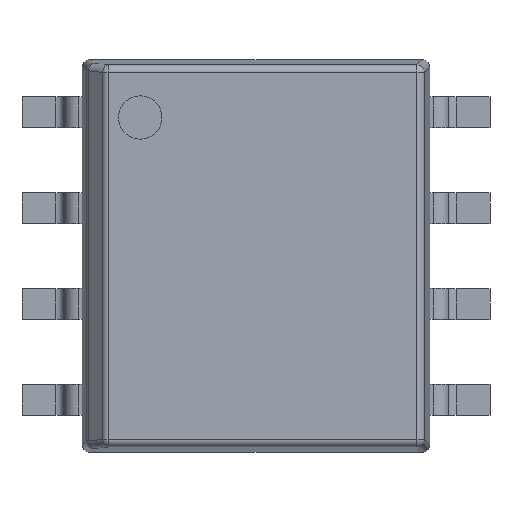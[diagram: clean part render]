
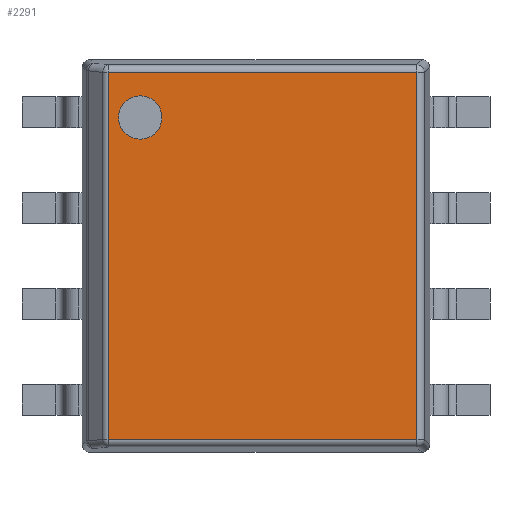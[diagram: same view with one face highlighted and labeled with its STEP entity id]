
A CAD part, top view. The second image highlights one B-rep face of the part: STEP entity #2291.
In plain terms, the highlighted planar face has unit normal (0, 0, 1).
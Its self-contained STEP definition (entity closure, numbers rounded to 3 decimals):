
#2085 = VERTEX_POINT('',#2086);
#2086 = CARTESIAN_POINT('',(4.431,0.169,1.7));
#2093 = EDGE_CURVE('',#2094,#2085,#2096,.T.);
#2094 = VERTEX_POINT('',#2095);
#2095 = CARTESIAN_POINT('',(0.341,0.169,1.7));
#2096 = LINE('',#2097,#2098);
#2097 = CARTESIAN_POINT('',(0.3,0.169,1.7));
#2098 = VECTOR('',#2099,1.);
#2099 = DIRECTION('',(1.,0.,0.));
#2168 = VERTEX_POINT('',#2169);
#2169 = CARTESIAN_POINT('',(0.341,5.031,1.7));
#2176 = EDGE_CURVE('',#2168,#2177,#2179,.T.);
#2177 = VERTEX_POINT('',#2178);
#2178 = CARTESIAN_POINT('',(4.431,5.031,1.7));
#2179 = LINE('',#2180,#2181);
#2180 = CARTESIAN_POINT('',(0.3,5.031,1.7));
#2181 = VECTOR('',#2182,1.);
#2182 = DIRECTION('',(1.,0.,0.));
#2206 = EDGE_CURVE('',#2085,#2177,#2207,.T.);
#2207 = LINE('',#2208,#2209);
#2208 = CARTESIAN_POINT('',(4.431,0.079,1.7));
#2209 = VECTOR('',#2210,1.);
#2210 = DIRECTION('',(0.,1.,0.));
#2291 = ADVANCED_FACE('',(#2292,#2303),#2314,.T.);
#2292 = FACE_BOUND('',#2293,.T.);
#2293 = EDGE_LOOP('',(#2294,#2295,#2301,#2302));
#2294 = ORIENTED_EDGE('',*,*,#2176,.F.);
#2295 = ORIENTED_EDGE('',*,*,#2296,.F.);
#2296 = EDGE_CURVE('',#2094,#2168,#2297,.T.);
#2297 = LINE('',#2298,#2299);
#2298 = CARTESIAN_POINT('',(0.341,0.079,1.7));
#2299 = VECTOR('',#2300,1.);
#2300 = DIRECTION('',(0.,1.,0.));
#2301 = ORIENTED_EDGE('',*,*,#2093,.T.);
#2302 = ORIENTED_EDGE('',*,*,#2206,.T.);
#2303 = FACE_BOUND('',#2304,.T.);
#2304 = EDGE_LOOP('',(#2305));
#2305 = ORIENTED_EDGE('',*,*,#2306,.F.);
#2306 = EDGE_CURVE('',#2307,#2307,#2309,.T.);
#2307 = VERTEX_POINT('',#2308);
#2308 = CARTESIAN_POINT('',(1.054,4.433,1.7));
#2309 = CIRCLE('',#2310,0.288);
#2310 = AXIS2_PLACEMENT_3D('',#2311,#2312,#2313);
#2311 = CARTESIAN_POINT('',(0.767,4.433,1.7));
#2312 = DIRECTION('',(0.,0.,1.));
#2313 = DIRECTION('',(1.,0.,0.));
#2314 = PLANE('',#2315);
#2315 = AXIS2_PLACEMENT_3D('',#2316,#2317,#2318);
#2316 = CARTESIAN_POINT('',(0.,0.,1.7));
#2317 = DIRECTION('',(0.,0.,1.));
#2318 = DIRECTION('',(1.,0.,0.));
